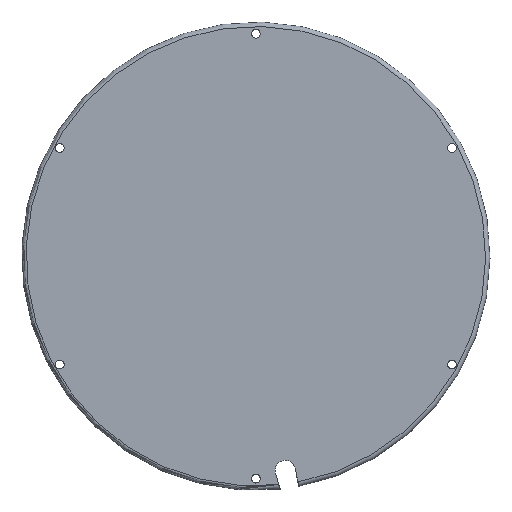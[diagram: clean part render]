
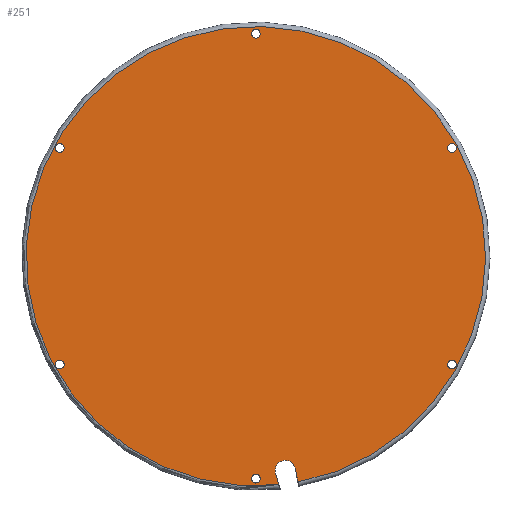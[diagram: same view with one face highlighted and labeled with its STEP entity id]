
A CAD part, top view. The second image highlights one B-rep face of the part: STEP entity #251.
In plain terms, the highlighted planar face has unit normal (0, 0, 1).
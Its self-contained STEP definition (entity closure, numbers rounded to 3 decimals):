
#27=FACE_BOUND('',#86,.T.);
#28=FACE_BOUND('',#87,.T.);
#29=FACE_BOUND('',#88,.T.);
#30=FACE_BOUND('',#89,.T.);
#31=FACE_BOUND('',#90,.T.);
#32=FACE_BOUND('',#91,.T.);
#39=LINE('',#420,#53);
#40=LINE('',#423,#54);
#53=VECTOR('',#321,10.);
#54=VECTOR('',#324,10.);
#67=PLANE('',#281);
#72=FACE_OUTER_BOUND('',#85,.T.);
#85=EDGE_LOOP('',(#187,#188,#189,#190));
#86=EDGE_LOOP('',(#191));
#87=EDGE_LOOP('',(#192));
#88=EDGE_LOOP('',(#193));
#89=EDGE_LOOP('',(#194));
#90=EDGE_LOOP('',(#195));
#91=EDGE_LOOP('',(#196));
#109=CIRCLE('',#279,39.25);
#111=CIRCLE('',#282,1.75);
#112=CIRCLE('',#283,0.75);
#113=CIRCLE('',#284,0.75);
#114=CIRCLE('',#285,0.75);
#115=CIRCLE('',#286,0.75);
#116=CIRCLE('',#287,0.75);
#117=CIRCLE('',#288,0.75);
#129=VERTEX_POINT('',#393);
#130=VERTEX_POINT('',#404);
#132=VERTEX_POINT('',#419);
#133=VERTEX_POINT('',#421);
#134=VERTEX_POINT('',#424);
#135=VERTEX_POINT('',#426);
#136=VERTEX_POINT('',#428);
#137=VERTEX_POINT('',#430);
#138=VERTEX_POINT('',#432);
#139=VERTEX_POINT('',#434);
#151=EDGE_CURVE('',#129,#130,#109,.T.);
#154=EDGE_CURVE('',#129,#132,#39,.T.);
#155=EDGE_CURVE('',#132,#133,#111,.T.);
#156=EDGE_CURVE('',#133,#130,#40,.T.);
#157=EDGE_CURVE('',#134,#134,#112,.T.);
#158=EDGE_CURVE('',#135,#135,#113,.T.);
#159=EDGE_CURVE('',#136,#136,#114,.T.);
#160=EDGE_CURVE('',#137,#137,#115,.T.);
#161=EDGE_CURVE('',#138,#138,#116,.T.);
#162=EDGE_CURVE('',#139,#139,#117,.T.);
#187=ORIENTED_EDGE('',*,*,#151,.F.);
#188=ORIENTED_EDGE('',*,*,#154,.T.);
#189=ORIENTED_EDGE('',*,*,#155,.T.);
#190=ORIENTED_EDGE('',*,*,#156,.T.);
#191=ORIENTED_EDGE('',*,*,#157,.T.);
#192=ORIENTED_EDGE('',*,*,#158,.T.);
#193=ORIENTED_EDGE('',*,*,#159,.T.);
#194=ORIENTED_EDGE('',*,*,#160,.T.);
#195=ORIENTED_EDGE('',*,*,#161,.T.);
#196=ORIENTED_EDGE('',*,*,#162,.T.);
#251=ADVANCED_FACE('',(#72,#27,#28,#29,#30,#31,#32),#67,.T.);
#279=AXIS2_PLACEMENT_3D('',#405,#315,#316);
#281=AXIS2_PLACEMENT_3D('',#418,#319,#320);
#282=AXIS2_PLACEMENT_3D('',#422,#322,#323);
#283=AXIS2_PLACEMENT_3D('',#425,#325,#326);
#284=AXIS2_PLACEMENT_3D('',#427,#327,#328);
#285=AXIS2_PLACEMENT_3D('',#429,#329,#330);
#286=AXIS2_PLACEMENT_3D('',#431,#331,#332);
#287=AXIS2_PLACEMENT_3D('',#433,#333,#334);
#288=AXIS2_PLACEMENT_3D('',#435,#335,#336);
#315=DIRECTION('center_axis',(0.,0.,-1.));
#316=DIRECTION('ref_axis',(-0.144,0.99,0.));
#319=DIRECTION('center_axis',(0.,0.,1.));
#320=DIRECTION('ref_axis',(1.,0.,0.));
#321=DIRECTION('',(-0.284,0.959,0.));
#322=DIRECTION('center_axis',(0.,0.,-1.));
#323=DIRECTION('ref_axis',(1.,0.,0.));
#324=DIRECTION('',(0.195,-0.981,0.));
#325=DIRECTION('center_axis',(0.,0.,-1.));
#326=DIRECTION('ref_axis',(1.,0.,0.));
#327=DIRECTION('center_axis',(0.,0.,-1.));
#328=DIRECTION('ref_axis',(1.,0.,0.));
#329=DIRECTION('center_axis',(0.,0.,-1.));
#330=DIRECTION('ref_axis',(1.,0.,0.));
#331=DIRECTION('center_axis',(0.,0.,-1.));
#332=DIRECTION('ref_axis',(1.,0.,0.));
#333=DIRECTION('center_axis',(0.,0.,-1.));
#334=DIRECTION('ref_axis',(1.,0.,0.));
#335=DIRECTION('center_axis',(0.,0.,-1.));
#336=DIRECTION('ref_axis',(1.,0.,0.));
#393=CARTESIAN_POINT('',(3.923,-39.053,1.));
#404=CARTESIAN_POINT('',(7.192,-38.585,1.));
#405=CARTESIAN_POINT('Origin',(0.,0.,1.));
#418=CARTESIAN_POINT('Origin',(0.,0.,1.));
#419=CARTESIAN_POINT('',(3.353,-37.126,1.));
#420=CARTESIAN_POINT('',(3.353,-37.126,1.));
#421=CARTESIAN_POINT('',(6.775,-36.488,1.));
#422=CARTESIAN_POINT('Origin',(5.031,-36.629,1.));
#423=CARTESIAN_POINT('',(6.696,-36.092,1.));
#424=CARTESIAN_POINT('',(32.75,18.5,1.));
#425=CARTESIAN_POINT('Origin',(33.5,18.5,1.));
#426=CARTESIAN_POINT('',(-0.75,-38.,1.));
#427=CARTESIAN_POINT('Origin',(0.,-38.,1.));
#428=CARTESIAN_POINT('',(32.75,-18.5,1.));
#429=CARTESIAN_POINT('Origin',(33.5,-18.5,1.));
#430=CARTESIAN_POINT('',(-0.75,38.,1.));
#431=CARTESIAN_POINT('Origin',(0.,38.,1.));
#432=CARTESIAN_POINT('',(-34.25,18.5,1.));
#433=CARTESIAN_POINT('Origin',(-33.5,18.5,1.));
#434=CARTESIAN_POINT('',(-34.25,-18.5,1.));
#435=CARTESIAN_POINT('Origin',(-33.5,-18.5,1.));
